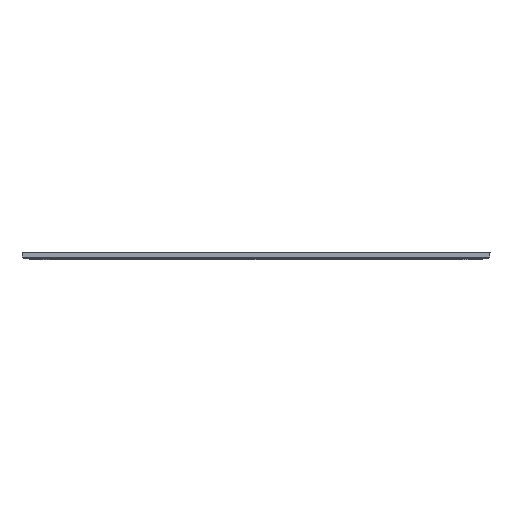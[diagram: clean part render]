
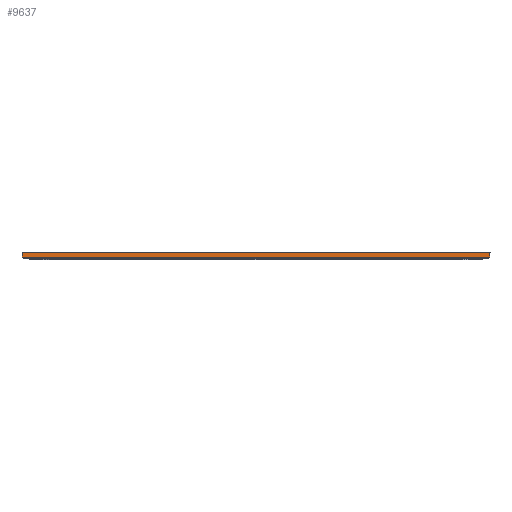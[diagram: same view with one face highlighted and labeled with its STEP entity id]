
A CAD part, left-side view. The second image highlights one B-rep face of the part: STEP entity #9637.
In plain terms, the highlighted planar face has unit normal (-1, 0, 0).
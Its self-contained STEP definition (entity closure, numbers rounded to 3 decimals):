
#1231=FACE_OUTER_BOUND('',#1817,.T.);
#1817=EDGE_LOOP('',(#8771,#8772,#8773,#8774));
#2742=LINE('',#16197,#3686);
#2759=LINE('',#16252,#3703);
#2760=LINE('',#16255,#3704);
#2761=LINE('',#16256,#3705);
#3686=VECTOR('',#13350,10.);
#3703=VECTOR('',#13397,10.);
#3704=VECTOR('',#13400,10.);
#3705=VECTOR('',#13401,10.);
#4635=VERTEX_POINT('',#16190);
#4638=VERTEX_POINT('',#16195);
#4661=VERTEX_POINT('',#16250);
#4662=VERTEX_POINT('',#16254);
#6014=EDGE_CURVE('',#4638,#4635,#2742,.T.);
#6039=EDGE_CURVE('',#4661,#4638,#2759,.T.);
#6040=EDGE_CURVE('',#4662,#4661,#2760,.T.);
#6041=EDGE_CURVE('',#4635,#4662,#2761,.T.);
#8771=ORIENTED_EDGE('',*,*,#6040,.F.);
#8772=ORIENTED_EDGE('',*,*,#6041,.F.);
#8773=ORIENTED_EDGE('',*,*,#6014,.F.);
#8774=ORIENTED_EDGE('',*,*,#6039,.F.);
#9155=PLANE('',#10602);
#9637=ADVANCED_FACE('',(#1231),#9155,.T.);
#10602=AXIS2_PLACEMENT_3D('',#16253,#13398,#13399);
#13350=DIRECTION('',(0.,-1.,0.));
#13397=DIRECTION('',(0.,0.,1.));
#13398=DIRECTION('center_axis',(-1.,0.,
0.));
#13399=DIRECTION('ref_axis',(0.,1.,0.));
#13400=DIRECTION('',(0.,1.,0.));
#13401=DIRECTION('',(0.,0.,-1.));
#16190=CARTESIAN_POINT('',(-11.338,-36.521,396.));
#16195=CARTESIAN_POINT('',(-11.338,351.079,396.));
#16197=CARTESIAN_POINT('',(-11.338,60.779,396.));
#16250=CARTESIAN_POINT('',(-11.338,351.079,392.));
#16252=CARTESIAN_POINT('',(-11.338,351.079,400.));
#16253=CARTESIAN_POINT('Origin',(-11.338,-35.721,400.));
#16254=CARTESIAN_POINT('',(-11.338,-36.521,392.));
#16255=CARTESIAN_POINT('',(-11.338,150.779,392.));
#16256=CARTESIAN_POINT('',(-11.338,-36.521,400.));
